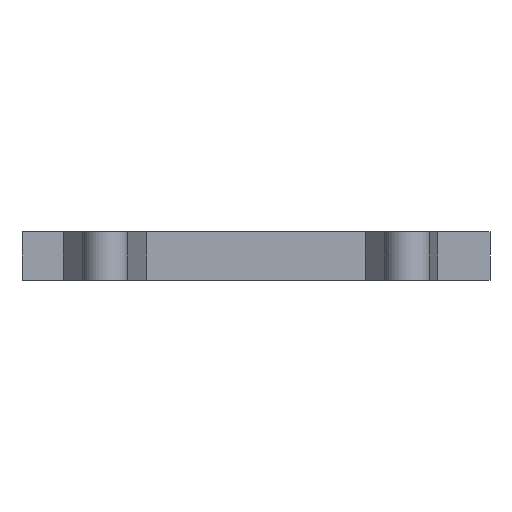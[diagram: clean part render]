
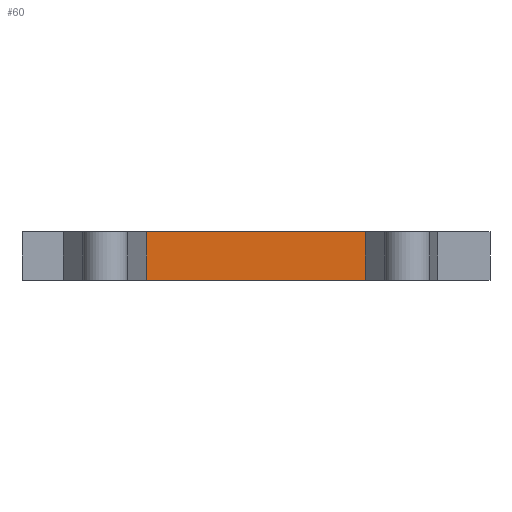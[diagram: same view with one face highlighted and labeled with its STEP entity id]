
A CAD part, front view. The second image highlights one B-rep face of the part: STEP entity #60.
In plain terms, the highlighted planar face has unit normal (0, -1, 0).
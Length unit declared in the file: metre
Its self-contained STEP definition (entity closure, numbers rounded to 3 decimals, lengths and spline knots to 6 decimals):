
#60 = ADVANCED_FACE( '', ( #104 ), #105, .T. );
#104 = FACE_OUTER_BOUND( '', #161, .T. );
#105 = PLANE( '', #162 );
#161 = EDGE_LOOP( '', ( #307, #308, #309, #310 ) );
#162 = AXIS2_PLACEMENT_3D( '', #311, #312, #313 );
#307 = ORIENTED_EDGE( '', *, *, #472, .T. );
#308 = ORIENTED_EDGE( '', *, *, #473, .F. );
#309 = ORIENTED_EDGE( '', *, *, #474, .F. );
#310 = ORIENTED_EDGE( '', *, *, #434, .T. );
#311 = CARTESIAN_POINT( '', ( -0.001836, 0., -0.000406 ) );
#312 = DIRECTION( '', ( 0., -1., 0. ) );
#313 = DIRECTION( '', ( 0., 0., -1. ) );
#434 = EDGE_CURVE( '', #524, #522, #525, .T. );
#472 = EDGE_CURVE( '', #522, #589, #590, .T. );
#473 = EDGE_CURVE( '', #591, #589, #592, .T. );
#474 = EDGE_CURVE( '', #524, #591, #593, .T. );
#522 = VERTEX_POINT( '', #661 );
#524 = VERTEX_POINT( '', #664 );
#525 = LINE( '', #665, #666 );
#589 = VERTEX_POINT( '', #762 );
#590 = LINE( '', #763, #764 );
#591 = VERTEX_POINT( '', #765 );
#592 = LINE( '', #766, #767 );
#593 = LINE( '', #768, #769 );
#661 = CARTESIAN_POINT( '', ( 0.001836, 0., -0.000406 ) );
#664 = CARTESIAN_POINT( '', ( -0.001836, 0., -0.000406 ) );
#665 = CARTESIAN_POINT( '', ( -0.001836, 0., -0.000406 ) );
#666 = VECTOR( '', #826, 1. );
#762 = CARTESIAN_POINT( '', ( 0.001836, 0., 0.000406 ) );
#763 = CARTESIAN_POINT( '', ( 0.001836, 0., -0.000406 ) );
#764 = VECTOR( '', #874, 1. );
#765 = CARTESIAN_POINT( '', ( -0.001836, 0., 0.000406 ) );
#766 = CARTESIAN_POINT( '', ( -0.001836, 0., 0.000406 ) );
#767 = VECTOR( '', #875, 1. );
#768 = CARTESIAN_POINT( '', ( -0.001836, 0., -0.000406 ) );
#769 = VECTOR( '', #876, 1. );
#826 = DIRECTION( '', ( 1., 0., 0. ) );
#874 = DIRECTION( '', ( 0., 0., 1. ) );
#875 = DIRECTION( '', ( 1., 0., 0. ) );
#876 = DIRECTION( '', ( 0., 0., 1. ) );
